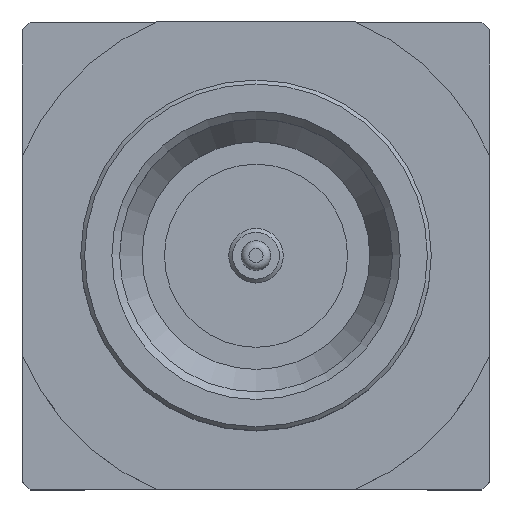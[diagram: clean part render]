
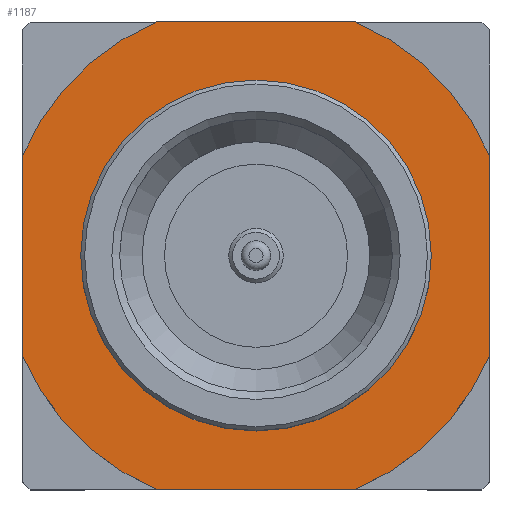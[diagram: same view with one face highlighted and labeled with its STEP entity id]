
A CAD part, top view. The second image highlights one B-rep face of the part: STEP entity #1187.
In plain terms, the highlighted planar face has unit normal (0, 0, 1).
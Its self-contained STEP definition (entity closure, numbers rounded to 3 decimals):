
#25=LINE('',#1592,#101);
#43=LINE('',#1629,#119);
#45=LINE('',#1637,#121);
#46=LINE('',#1642,#122);
#101=VECTOR('',#1347,1000.);
#119=VECTOR('',#1367,1000.);
#121=VECTOR('',#1375,1000.);
#122=VECTOR('',#1380,1000.);
#185=PLANE('',#1249);
#245=ORIENTED_EDGE('',*,*,#456,.T.);
#246=ORIENTED_EDGE('',*,*,#436,.T.);
#247=ORIENTED_EDGE('',*,*,#457,.T.);
#248=ORIENTED_EDGE('',*,*,#458,.F.);
#249=ORIENTED_EDGE('',*,*,#459,.T.);
#250=ORIENTED_EDGE('',*,*,#454,.F.);
#251=ORIENTED_EDGE('',*,*,#460,.T.);
#252=ORIENTED_EDGE('',*,*,#461,.T.);
#253=ORIENTED_EDGE('',*,*,#462,.T.);
#436=EDGE_CURVE('',#544,#543,#25,.T.);
#454=EDGE_CURVE('',#561,#562,#43,.T.);
#456=EDGE_CURVE('',#563,#563,#618,.T.);
#457=EDGE_CURVE('',#543,#564,#619,.T.);
#458=EDGE_CURVE('',#565,#564,#45,.T.);
#459=EDGE_CURVE('',#565,#562,#620,.T.);
#460=EDGE_CURVE('',#561,#566,#621,.T.);
#461=EDGE_CURVE('',#566,#567,#46,.T.);
#462=EDGE_CURVE('',#567,#544,#622,.T.);
#543=VERTEX_POINT('',#1591);
#544=VERTEX_POINT('',#1593);
#561=VERTEX_POINT('',#1628);
#562=VERTEX_POINT('',#1630);
#563=VERTEX_POINT('',#1634);
#564=VERTEX_POINT('',#1636);
#565=VERTEX_POINT('',#1638);
#566=VERTEX_POINT('',#1641);
#567=VERTEX_POINT('',#1643);
#618=CIRCLE('',#1250,2.25);
#619=CIRCLE('',#1251,3.261);
#620=CIRCLE('',#1252,3.261);
#621=CIRCLE('',#1253,3.261);
#622=CIRCLE('',#1254,3.261);
#654=EDGE_LOOP('',(#245));
#655=EDGE_LOOP('',(#246,#247,#248,#249,#250,#251,#252,#253));
#730=FACE_BOUND('',#654,.T.);
#731=FACE_BOUND('',#655,.T.);
#1187=ADVANCED_FACE('',(#730,#731),#185,.T.);
#1249=AXIS2_PLACEMENT_3D('',#1632,#1369,#1370);
#1250=AXIS2_PLACEMENT_3D('',#1633,#1371,#1372);
#1251=AXIS2_PLACEMENT_3D('',#1635,#1373,#1374);
#1252=AXIS2_PLACEMENT_3D('',#1639,#1376,#1377);
#1253=AXIS2_PLACEMENT_3D('',#1640,#1378,#1379);
#1254=AXIS2_PLACEMENT_3D('',#1644,#1381,#1382);
#1347=DIRECTION('',(0.,1.,0.));
#1367=DIRECTION('',(0.,1.,0.));
#1369=DIRECTION('',(0.,0.,1.));
#1370=DIRECTION('',(1.,0.,0.));
#1371=DIRECTION('',(0.,0.,-1.));
#1372=DIRECTION('',(0.,1.,0.));
#1373=DIRECTION('',(0.,0.,1.));
#1374=DIRECTION('',(1.,0.,0.));
#1375=DIRECTION('',(1.,0.,0.));
#1376=DIRECTION('',(0.,0.,1.));
#1377=DIRECTION('',(1.,0.,0.));
#1378=DIRECTION('',(0.,0.,1.));
#1379=DIRECTION('',(1.,0.,0.));
#1380=DIRECTION('',(1.,0.,0.));
#1381=DIRECTION('',(0.,0.,1.));
#1382=DIRECTION('',(1.,0.,0.));
#1591=CARTESIAN_POINT('',(3.,1.278,0.7));
#1592=CARTESIAN_POINT('',(3.,-3.,0.7));
#1593=CARTESIAN_POINT('',(3.,-1.278,0.7));
#1628=CARTESIAN_POINT('',(-3.,-1.278,0.7));
#1629=CARTESIAN_POINT('',(-3.,-3.,0.7));
#1630=CARTESIAN_POINT('',(-3.,1.278,0.7));
#1632=CARTESIAN_POINT('',(-3.,-3.,0.7));
#1633=CARTESIAN_POINT('',(0.,0.,0.7));
#1634=CARTESIAN_POINT('',(0.,2.25,0.7));
#1635=CARTESIAN_POINT('',(0.,0.,0.7));
#1636=CARTESIAN_POINT('',(1.278,3.,0.7));
#1637=CARTESIAN_POINT('',(-3.,3.,0.7));
#1638=CARTESIAN_POINT('',(-1.278,3.,0.7));
#1639=CARTESIAN_POINT('',(0.,0.,0.7));
#1640=CARTESIAN_POINT('',(0.,0.,0.7));
#1641=CARTESIAN_POINT('',(-1.278,-3.,0.7));
#1642=CARTESIAN_POINT('',(-3.,-3.,0.7));
#1643=CARTESIAN_POINT('',(1.278,-3.,0.7));
#1644=CARTESIAN_POINT('',(0.,0.,0.7));
